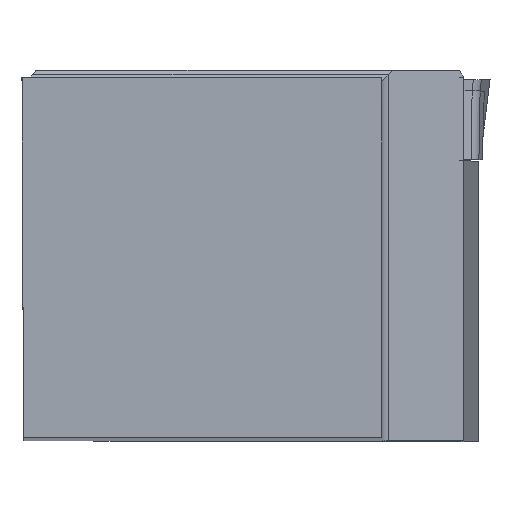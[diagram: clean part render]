
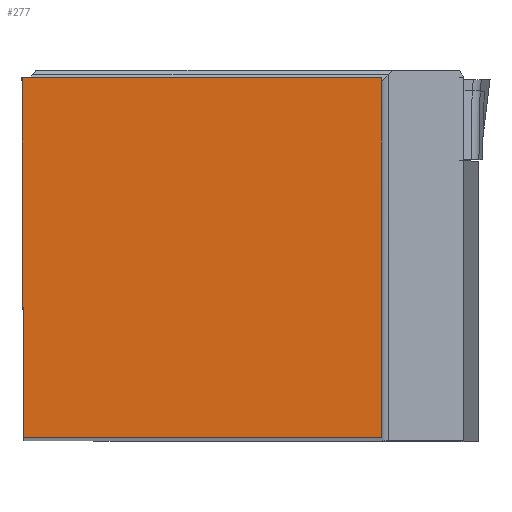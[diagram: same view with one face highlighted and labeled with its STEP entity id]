
A CAD part, top view. The second image highlights one B-rep face of the part: STEP entity #277.
In plain terms, the highlighted planar face has unit normal (0, 0, 1).
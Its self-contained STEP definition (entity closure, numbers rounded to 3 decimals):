
#277=ADVANCED_FACE('CU_BACK_SU1',(#421),#369,.F.);
#369=PLANE('',#1814);
#421=FACE_OUTER_BOUND('',#504,.T.);
#504=EDGE_LOOP('',(#640,#641,#642,#643));
#640=ORIENTED_EDGE('',*,*,#1260,.F.);
#641=ORIENTED_EDGE('',*,*,#1261,.T.);
#642=ORIENTED_EDGE('',*,*,#1262,.T.);
#643=ORIENTED_EDGE('',*,*,#1256,.T.);
#1096=VERTEX_POINT('',#2491);
#1097=VERTEX_POINT('',#2493);
#1099=VERTEX_POINT('',#2500);
#1100=VERTEX_POINT('',#2502);
#1256=EDGE_CURVE('',#1097,#1096,#1487,.T.);
#1260=EDGE_CURVE('',#1099,#1096,#1490,.T.);
#1261=EDGE_CURVE('',#1099,#1100,#1491,.T.);
#1262=EDGE_CURVE('',#1100,#1097,#1492,.T.);
#1487=LINE('',#2492,#1618);
#1490=LINE('',#2499,#1621);
#1491=LINE('',#2501,#1622);
#1492=LINE('',#2503,#1623);
#1618=VECTOR('',#2011,1.);
#1621=VECTOR('',#2018,1.);
#1622=VECTOR('',#2019,1.);
#1623=VECTOR('',#2020,1.);
#1814=AXIS2_PLACEMENT_3D('',#2504,#2021,#2022);
#2011=DIRECTION('',(1.,0.,0.));
#2018=DIRECTION('',(0.,-1.,0.));
#2019=DIRECTION('',(-1.,0.,0.));
#2020=DIRECTION('',(0.004,-1.,0.));
#2021=DIRECTION('',(0.,0.,-1.));
#2022=DIRECTION('',(0.,-1.,0.));
#2491=CARTESIAN_POINT('',(24.875,0.,0.));
#2492=CARTESIAN_POINT('',(-23.244,0.,0.));
#2493=CARTESIAN_POINT('',(0.109,0.,0.));
#2499=CARTESIAN_POINT('',(24.875,44.875,0.));
#2500=CARTESIAN_POINT('',(24.875,24.875,0.));
#2501=CARTESIAN_POINT('',(-23.244,24.875,0.));
#2502=CARTESIAN_POINT('',(0.,24.875,0.));
#2503=CARTESIAN_POINT('',(-0.088,44.976,0.));
#2504=CARTESIAN_POINT('',(-23.244,44.875,0.));
